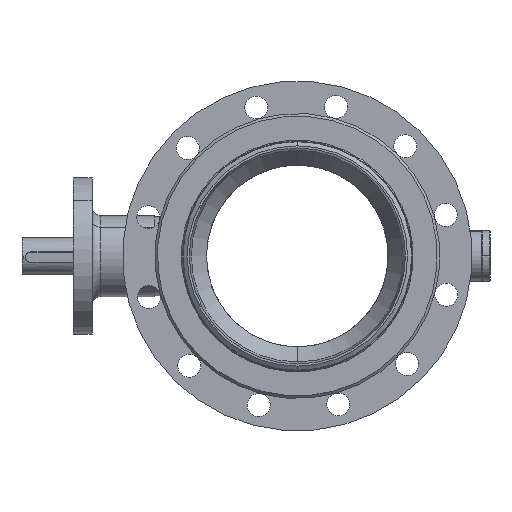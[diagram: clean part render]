
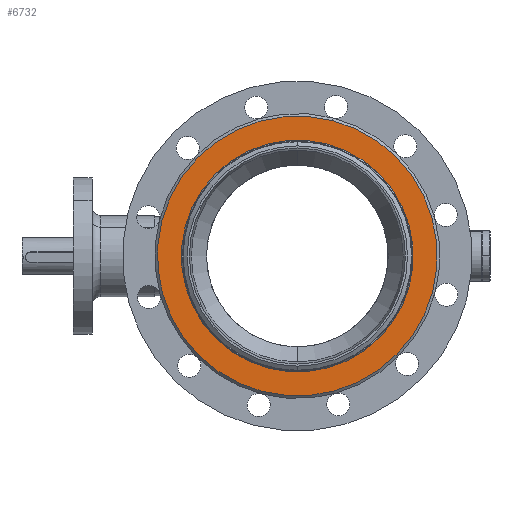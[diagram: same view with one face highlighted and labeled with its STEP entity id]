
A CAD part, left-side view. The second image highlights one B-rep face of the part: STEP entity #6732.
In plain terms, the highlighted face is planar.
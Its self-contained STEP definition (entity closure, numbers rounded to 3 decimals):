
#1 = ORIENTED_EDGE ( 'NONE', *, *, #2791, .T. ) ;
#8 = AXIS2_PLACEMENT_3D ( 'NONE', #2735, #2086, #4354 ) ;
#276 = ORIENTED_EDGE ( 'NONE', *, *, #5619, .T. ) ;
#533 = CIRCLE ( 'NONE', #1341, 111. ) ;
#912 = EDGE_CURVE ( 'NONE', #2547, #6544, #533, .T. ) ;
#1234 = CARTESIAN_POINT ( 'NONE',  ( -134., 0., 30. ) ) ;
#1341 = AXIS2_PLACEMENT_3D ( 'NONE', #3444, #2854, #2313 ) ;
#1527 = AXIS2_PLACEMENT_3D ( 'NONE', #5497, #3106, #6959 ) ;
#2086 = DIRECTION ( 'NONE',  ( 0., 0., 1. ) ) ;
#2313 = DIRECTION ( 'NONE',  ( 1., 0., 0. ) ) ;
#2413 = DIRECTION ( 'NONE',  ( 0., 0., 1. ) ) ;
#2547 = VERTEX_POINT ( 'NONE', #6770 ) ;
#2612 = CIRCLE ( 'NONE', #6653, 134. ) ;
#2735 = CARTESIAN_POINT ( 'NONE',  ( 0., 0., 30. ) ) ;
#2790 = AXIS2_PLACEMENT_3D ( 'NONE', #6345, #3681, #5877 ) ;
#2791 = EDGE_CURVE ( 'NONE', #4264, #3713, #2612, .T. ) ;
#2854 = DIRECTION ( 'NONE',  ( 0., 0., 1. ) ) ;
#3054 = EDGE_LOOP ( 'NONE', ( #4875, #6615 ) ) ;
#3106 = DIRECTION ( 'NONE',  ( 0., 0., 1. ) ) ;
#3313 = CARTESIAN_POINT ( 'NONE',  ( -111., 0., 30. ) ) ;
#3444 = CARTESIAN_POINT ( 'NONE',  ( 0., 0., 30. ) ) ;
#3648 = PLANE ( 'NONE',  #2790 ) ;
#3681 = DIRECTION ( 'NONE',  ( 0., 0., 1. ) ) ;
#3713 = VERTEX_POINT ( 'NONE', #1234 ) ;
#4211 = FACE_BOUND ( 'NONE', #3054, .T. ) ;
#4264 = VERTEX_POINT ( 'NONE', #5996 ) ;
#4354 = DIRECTION ( 'NONE',  ( 1., 0., 0. ) ) ;
#4708 = FACE_OUTER_BOUND ( 'NONE', #4799, .T. ) ;
#4799 = EDGE_LOOP ( 'NONE', ( #276, #1 ) ) ;
#4875 = ORIENTED_EDGE ( 'NONE', *, *, #6553, .F. ) ;
#5497 = CARTESIAN_POINT ( 'NONE',  ( 0., 0., 30. ) ) ;
#5619 = EDGE_CURVE ( 'NONE', #3713, #4264, #5809, .T. ) ;
#5657 = CARTESIAN_POINT ( 'NONE',  ( 0., 0., 30. ) ) ;
#5809 = CIRCLE ( 'NONE', #8, 134. ) ;
#5877 = DIRECTION ( 'NONE',  ( 1., 0., 0. ) ) ;
#5918 = CIRCLE ( 'NONE', #1527, 111. ) ;
#5996 = CARTESIAN_POINT ( 'NONE',  ( 134., 0., 30. ) ) ;
#6345 = CARTESIAN_POINT ( 'NONE',  ( 0., 0., 30. ) ) ;
#6544 = VERTEX_POINT ( 'NONE', #3313 ) ;
#6553 = EDGE_CURVE ( 'NONE', #6544, #2547, #5918, .T. ) ;
#6615 = ORIENTED_EDGE ( 'NONE', *, *, #912, .F. ) ;
#6653 = AXIS2_PLACEMENT_3D ( 'NONE', #5657, #2413, #6846 ) ;
#6732 = ADVANCED_FACE ( 'NONE', ( #4708, #4211 ), #3648, .T. ) ;
#6770 = CARTESIAN_POINT ( 'NONE',  ( 111., 0., 30. ) ) ;
#6846 = DIRECTION ( 'NONE',  ( 1., 0., 0. ) ) ;
#6959 = DIRECTION ( 'NONE',  ( 1., 0., 0. ) ) ;
